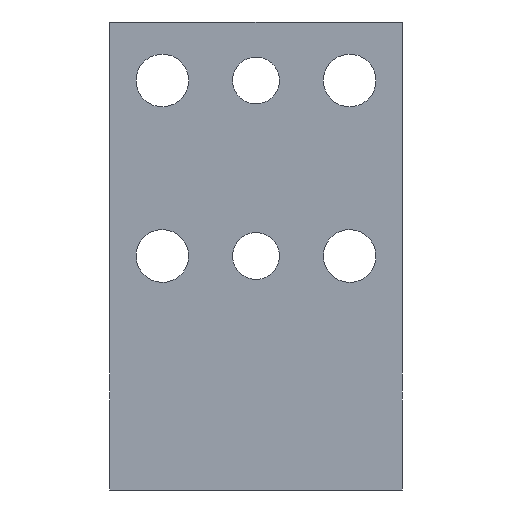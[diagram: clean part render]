
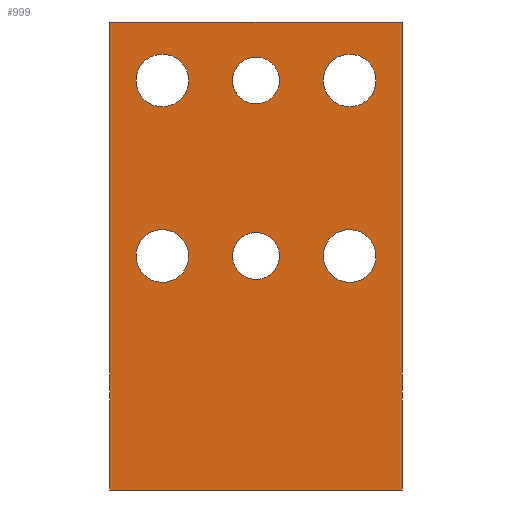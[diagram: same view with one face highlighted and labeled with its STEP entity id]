
A CAD part, front view. The second image highlights one B-rep face of the part: STEP entity #999.
In plain terms, the highlighted planar face has unit normal (0, -1, 0).
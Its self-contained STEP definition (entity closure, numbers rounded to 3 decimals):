
#61=CARTESIAN_POINT('Vertex',(-3.51,-60.,38.082)) ;
#66=CARTESIAN_POINT('Axis2P3D Location',(0.,-60.,40.)) ;
#70=CARTESIAN_POINT('Vertex',(3.51,-60.,41.918)) ;
#92=CARTESIAN_POINT('Axis2P3D Location',(0.,-60.,40.)) ;
#120=CARTESIAN_POINT('Vertex',(-25.,-60.,80.)) ;
#155=CARTESIAN_POINT('Vertex',(-25.,-60.,0.)) ;
#158=CARTESIAN_POINT('Line Origine',(-25.,-60.,40.)) ;
#185=CARTESIAN_POINT('Line Origine',(0.,-60.,80.)) ;
#189=CARTESIAN_POINT('Vertex',(25.,-60.,80.)) ;
#209=CARTESIAN_POINT('Line Origine',(0.,-60.,0.)) ;
#213=CARTESIAN_POINT('Vertex',(25.,-60.,0.)) ;
#682=CARTESIAN_POINT('Vertex',(-12.051,-60.,72.157)) ;
#687=CARTESIAN_POINT('Axis2P3D Location',(-16.,-60.,70.)) ;
#691=CARTESIAN_POINT('Vertex',(-19.949,-60.,67.843)) ;
#713=CARTESIAN_POINT('Axis2P3D Location',(-16.,-60.,70.)) ;
#739=CARTESIAN_POINT('Vertex',(-12.051,-60.,42.157)) ;
#744=CARTESIAN_POINT('Axis2P3D Location',(-16.,-60.,40.)) ;
#748=CARTESIAN_POINT('Vertex',(-19.949,-60.,37.843)) ;
#770=CARTESIAN_POINT('Axis2P3D Location',(-16.,-60.,40.)) ;
#796=CARTESIAN_POINT('Vertex',(19.949,-60.,72.157)) ;
#801=CARTESIAN_POINT('Axis2P3D Location',(16.,-60.,70.)) ;
#805=CARTESIAN_POINT('Vertex',(12.051,-60.,67.843)) ;
#827=CARTESIAN_POINT('Axis2P3D Location',(16.,-60.,70.)) ;
#853=CARTESIAN_POINT('Vertex',(12.051,-60.,37.843)) ;
#858=CARTESIAN_POINT('Axis2P3D Location',(16.,-60.,40.)) ;
#862=CARTESIAN_POINT('Vertex',(19.949,-60.,42.157)) ;
#884=CARTESIAN_POINT('Axis2P3D Location',(16.,-60.,40.)) ;
#906=CARTESIAN_POINT('Line Origine',(25.,-60.,40.)) ;
#950=CARTESIAN_POINT('Axis2P3D Location',(0.,-60.,80.)) ;
#961=CARTESIAN_POINT('Axis2P3D Location',(0.,-60.,70.)) ;
#965=CARTESIAN_POINT('Vertex',(-3.51,-60.,68.082)) ;
#967=CARTESIAN_POINT('Vertex',(3.51,-60.,71.918)) ;
#970=CARTESIAN_POINT('Axis2P3D Location',(0.,-60.,70.)) ;
#67=DIRECTION('Axis2P3D Direction',(0.,-1.,0.)) ;
#93=DIRECTION('Axis2P3D Direction',(0.,-1.,0.)) ;
#159=DIRECTION('Vector Direction',(0.,0.,-1.)) ;
#186=DIRECTION('Vector Direction',(1.,0.,0.)) ;
#210=DIRECTION('Vector Direction',(1.,0.,0.)) ;
#688=DIRECTION('Axis2P3D Direction',(0.,-1.,0.)) ;
#714=DIRECTION('Axis2P3D Direction',(0.,-1.,0.)) ;
#745=DIRECTION('Axis2P3D Direction',(0.,-1.,0.)) ;
#771=DIRECTION('Axis2P3D Direction',(0.,-1.,0.)) ;
#802=DIRECTION('Axis2P3D Direction',(0.,-1.,0.)) ;
#828=DIRECTION('Axis2P3D Direction',(0.,-1.,0.)) ;
#859=DIRECTION('Axis2P3D Direction',(0.,-1.,0.)) ;
#885=DIRECTION('Axis2P3D Direction',(0.,-1.,0.)) ;
#907=DIRECTION('Vector Direction',(0.,0.,-1.)) ;
#951=DIRECTION('Axis2P3D Direction',(0.,-1.,0.)) ;
#952=DIRECTION('Axis2P3D XDirection',(0.,0.,-1.)) ;
#962=DIRECTION('Axis2P3D Direction',(0.,-1.,0.)) ;
#971=DIRECTION('Axis2P3D Direction',(0.,-1.,0.)) ;
#68=AXIS2_PLACEMENT_3D('Circle Axis2P3D',#66,#67,$) ;
#94=AXIS2_PLACEMENT_3D('Circle Axis2P3D',#92,#93,$) ;
#689=AXIS2_PLACEMENT_3D('Circle Axis2P3D',#687,#688,$) ;
#715=AXIS2_PLACEMENT_3D('Circle Axis2P3D',#713,#714,$) ;
#746=AXIS2_PLACEMENT_3D('Circle Axis2P3D',#744,#745,$) ;
#772=AXIS2_PLACEMENT_3D('Circle Axis2P3D',#770,#771,$) ;
#803=AXIS2_PLACEMENT_3D('Circle Axis2P3D',#801,#802,$) ;
#829=AXIS2_PLACEMENT_3D('Circle Axis2P3D',#827,#828,$) ;
#860=AXIS2_PLACEMENT_3D('Circle Axis2P3D',#858,#859,$) ;
#886=AXIS2_PLACEMENT_3D('Circle Axis2P3D',#884,#885,$) ;
#953=AXIS2_PLACEMENT_3D('Plane Axis2P3D',#950,#951,#952) ;
#963=AXIS2_PLACEMENT_3D('Circle Axis2P3D',#961,#962,$) ;
#972=AXIS2_PLACEMENT_3D('Circle Axis2P3D',#970,#971,$) ;
#956=ORIENTED_EDGE('',*,*,#191,.F.) ;
#957=ORIENTED_EDGE('',*,*,#162,.T.) ;
#958=ORIENTED_EDGE('',*,*,#215,.T.) ;
#959=ORIENTED_EDGE('',*,*,#910,.F.) ;
#976=ORIENTED_EDGE('',*,*,#969,.F.) ;
#977=ORIENTED_EDGE('',*,*,#974,.F.) ;
#980=ORIENTED_EDGE('',*,*,#96,.F.) ;
#981=ORIENTED_EDGE('',*,*,#72,.F.) ;
#984=ORIENTED_EDGE('',*,*,#888,.F.) ;
#985=ORIENTED_EDGE('',*,*,#864,.F.) ;
#988=ORIENTED_EDGE('',*,*,#831,.F.) ;
#989=ORIENTED_EDGE('',*,*,#807,.F.) ;
#992=ORIENTED_EDGE('',*,*,#774,.F.) ;
#993=ORIENTED_EDGE('',*,*,#750,.F.) ;
#996=ORIENTED_EDGE('',*,*,#717,.F.) ;
#997=ORIENTED_EDGE('',*,*,#693,.F.) ;
#978=FACE_BOUND('',#975,.T.) ;
#982=FACE_BOUND('',#979,.T.) ;
#986=FACE_BOUND('',#983,.T.) ;
#990=FACE_BOUND('',#987,.T.) ;
#994=FACE_BOUND('',#991,.T.) ;
#998=FACE_BOUND('',#995,.T.) ;
#160=VECTOR('Line Direction',#159,1.) ;
#187=VECTOR('Line Direction',#186,1.) ;
#211=VECTOR('Line Direction',#210,1.) ;
#908=VECTOR('Line Direction',#907,1.) ;
#999=ADVANCED_FACE('PartBody',(#960,#978,#982,#986,#990,#994,#998),#954,.T.) ;
#69=CIRCLE('generated circle',#68,4.) ;
#95=CIRCLE('generated circle',#94,4.) ;
#690=CIRCLE('generated circle',#689,4.5) ;
#716=CIRCLE('generated circle',#715,4.5) ;
#747=CIRCLE('generated circle',#746,4.5) ;
#773=CIRCLE('generated circle',#772,4.5) ;
#804=CIRCLE('generated circle',#803,4.5) ;
#830=CIRCLE('generated circle',#829,4.5) ;
#861=CIRCLE('generated circle',#860,4.5) ;
#887=CIRCLE('generated circle',#886,4.5) ;
#964=CIRCLE('generated circle',#963,4.) ;
#973=CIRCLE('generated circle',#972,4.) ;
#72=EDGE_CURVE('',#62,#71,#69,.T.) ;
#96=EDGE_CURVE('',#71,#62,#95,.T.) ;
#162=EDGE_CURVE('',#121,#156,#161,.T.) ;
#191=EDGE_CURVE('',#121,#190,#188,.T.) ;
#215=EDGE_CURVE('',#156,#214,#212,.T.) ;
#693=EDGE_CURVE('',#683,#692,#690,.T.) ;
#717=EDGE_CURVE('',#692,#683,#716,.T.) ;
#750=EDGE_CURVE('',#740,#749,#747,.T.) ;
#774=EDGE_CURVE('',#749,#740,#773,.T.) ;
#807=EDGE_CURVE('',#797,#806,#804,.T.) ;
#831=EDGE_CURVE('',#806,#797,#830,.T.) ;
#864=EDGE_CURVE('',#854,#863,#861,.T.) ;
#888=EDGE_CURVE('',#863,#854,#887,.T.) ;
#910=EDGE_CURVE('',#190,#214,#909,.T.) ;
#969=EDGE_CURVE('',#966,#968,#964,.T.) ;
#974=EDGE_CURVE('',#968,#966,#973,.T.) ;
#955=EDGE_LOOP('',(#956,#957,#958,#959)) ;
#975=EDGE_LOOP('',(#976,#977)) ;
#979=EDGE_LOOP('',(#980,#981)) ;
#983=EDGE_LOOP('',(#984,#985)) ;
#987=EDGE_LOOP('',(#988,#989)) ;
#991=EDGE_LOOP('',(#992,#993)) ;
#995=EDGE_LOOP('',(#996,#997)) ;
#960=FACE_OUTER_BOUND('',#955,.T.) ;
#161=LINE('Line',#158,#160) ;
#188=LINE('Line',#185,#187) ;
#212=LINE('Line',#209,#211) ;
#909=LINE('Line',#906,#908) ;
#954=PLANE('',#953) ;
#62=VERTEX_POINT('',#61) ;
#71=VERTEX_POINT('',#70) ;
#121=VERTEX_POINT('',#120) ;
#156=VERTEX_POINT('',#155) ;
#190=VERTEX_POINT('',#189) ;
#214=VERTEX_POINT('',#213) ;
#683=VERTEX_POINT('',#682) ;
#692=VERTEX_POINT('',#691) ;
#740=VERTEX_POINT('',#739) ;
#749=VERTEX_POINT('',#748) ;
#797=VERTEX_POINT('',#796) ;
#806=VERTEX_POINT('',#805) ;
#854=VERTEX_POINT('',#853) ;
#863=VERTEX_POINT('',#862) ;
#966=VERTEX_POINT('',#965) ;
#968=VERTEX_POINT('',#967) ;
